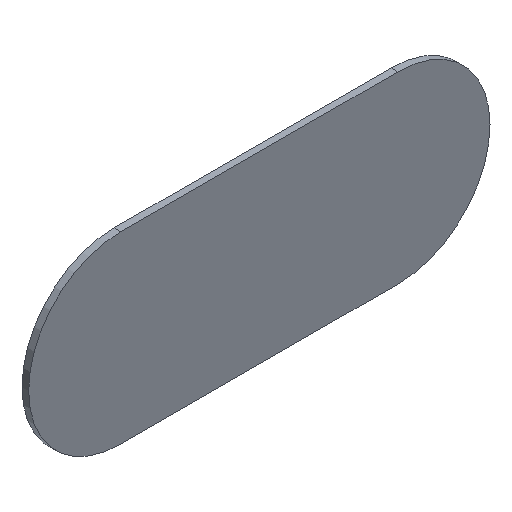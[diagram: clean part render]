
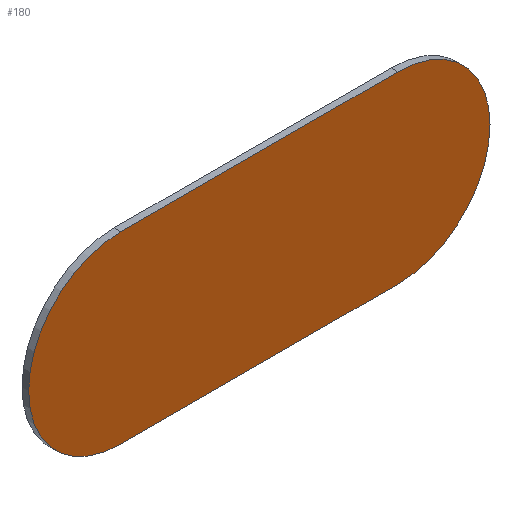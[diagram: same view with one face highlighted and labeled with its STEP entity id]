
A CAD part, isometric view. The second image highlights one B-rep face of the part: STEP entity #180.
In plain terms, the highlighted planar face has unit normal (0, -1, 0).
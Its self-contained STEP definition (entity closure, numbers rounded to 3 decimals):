
#16=CARTESIAN_POINT('',(-20.75,0.,0.));
#17=DIRECTION('',(0.,1.,0.));
#18=DIRECTION('',(0.,0.,-1.));
#19=AXIS2_PLACEMENT_3D('',#16,#17,#18);
#25=CARTESIAN_POINT('',(-20.75,0.,0.));
#26=DIRECTION('',(0.,1.,0.));
#27=DIRECTION('',(-1.,0.,0.));
#28=AXIS2_PLACEMENT_3D('',#25,#26,#27);
#33=CARTESIAN_POINT('',(20.75,0.,0.));
#34=DIRECTION('',(0.,1.,0.));
#35=DIRECTION('',(0.,0.,1.));
#36=AXIS2_PLACEMENT_3D('',#33,#34,#35);
#41=CARTESIAN_POINT('',(20.75,0.,0.));
#42=DIRECTION('',(0.,1.,0.));
#43=DIRECTION('',(1.,0.,0.));
#44=AXIS2_PLACEMENT_3D('',#41,#42,#43);
#63=DIRECTION('',(1.,0.,0.));
#64=VECTOR('',#63,41.5);
#65=CARTESIAN_POINT('',(-20.75,0.,-13.75));
#66=LINE('',#65,#64);
#84=DIRECTION('',(-1.,0.,0.));
#85=VECTOR('',#84,41.5);
#86=CARTESIAN_POINT('',(20.75,0.,13.75));
#87=LINE('',#86,#85);
#137=CARTESIAN_POINT('',(-20.75,0.,-13.75));
#138=CARTESIAN_POINT('',(-34.5,0.,0.));
#139=VERTEX_POINT('',#137);
#140=VERTEX_POINT('',#138);
#141=CARTESIAN_POINT('',(-20.75,0.,13.75));
#142=VERTEX_POINT('',#141);
#143=CARTESIAN_POINT('',(20.75,0.,13.75));
#144=VERTEX_POINT('',#143);
#145=CARTESIAN_POINT('',(34.5,0.,0.));
#146=VERTEX_POINT('',#145);
#147=CARTESIAN_POINT('',(20.75,0.,-13.75));
#148=VERTEX_POINT('',#147);
#161=CARTESIAN_POINT('',(0.,0.,0.));
#162=DIRECTION('',(0.,1.,0.));
#163=DIRECTION('',(1.,0.,0.));
#164=AXIS2_PLACEMENT_3D('',#161,#162,#163);
#165=PLANE('',#164);
#167=ORIENTED_EDGE('',*,*,#166,.T.);
#169=ORIENTED_EDGE('',*,*,#168,.T.);
#171=ORIENTED_EDGE('',*,*,#170,.F.);
#173=ORIENTED_EDGE('',*,*,#172,.T.);
#175=ORIENTED_EDGE('',*,*,#174,.T.);
#177=ORIENTED_EDGE('',*,*,#176,.F.);
#178=EDGE_LOOP('',(#167,#169,#171,#173,#175,#177));
#179=FACE_OUTER_BOUND('',#178,.F.);
#20=CIRCLE('',#19,13.75);
#29=CIRCLE('',#28,13.75);
#37=CIRCLE('',#36,13.75);
#45=CIRCLE('',#44,13.75);
#166=EDGE_CURVE('',#139,#140,#20,.T.);
#168=EDGE_CURVE('',#140,#142,#29,.T.);
#170=EDGE_CURVE('',#144,#142,#87,.T.);
#172=EDGE_CURVE('',#144,#146,#37,.T.);
#174=EDGE_CURVE('',#146,#148,#45,.T.);
#176=EDGE_CURVE('',#139,#148,#66,.T.);
#180=ADVANCED_FACE('',(#179),#165,.F.);
